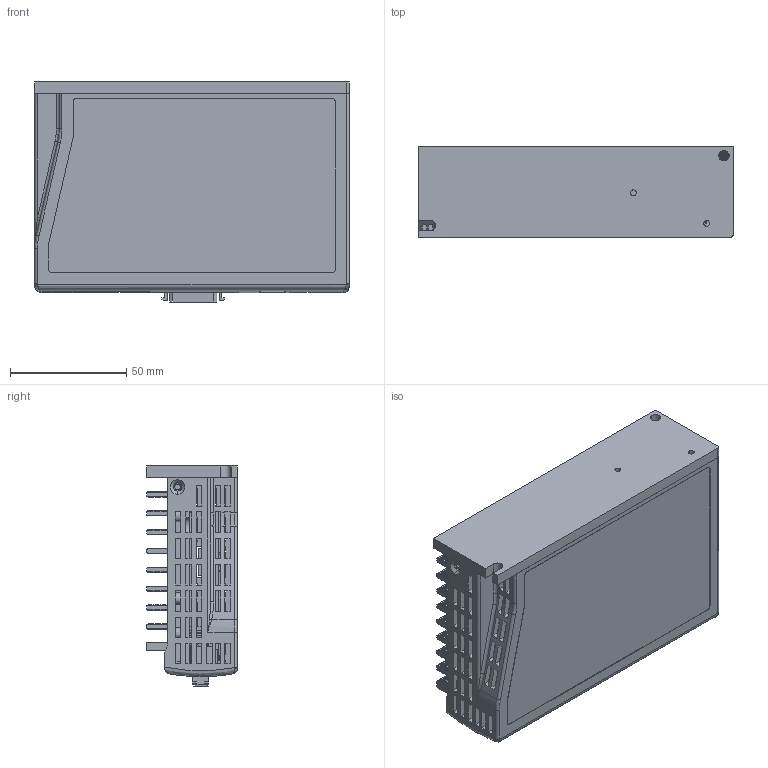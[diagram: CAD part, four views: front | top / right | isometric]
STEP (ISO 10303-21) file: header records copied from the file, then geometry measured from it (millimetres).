
FILE_DESCRIPTION (( 'STEP AP203' ), '1' );
FILE_NAME ('SS驱动器(带开关设定子板）.STEP', '2012-12-17T06:54:57', ( 'Sky123.Org' ), ( 'Sky123.Org' ), 'SwSTEP 2.0', 'SolidWorks 2011', '' );
FILE_SCHEMA (( 'CONFIG_CONTROL_DESIGN' ));
Length unit declared in the file: millimetre
Products named in the file (20): SS驱动器(带开关设定子板）; SS俋褲; SS PCB蚾饜极; IO Connector; SVAC6籵陓赽啣; ECE-EPM1041100Z; P60THR_Default; c-0794527-11-3-e-3d; SS PCB; 039300020; S16B-XADSS-N; 2041(10 PIN); S04B-ZESK-2D; c-1-794526-1-e-3d; 杅鎢奪PCB; 杅鎢奪; FYD-3022ABX; 039300040; SS菁釱
Assembly tree (22 placements, depth 4):
  SS驱动器(带开关设定子板）
    SS菁釱
    SS俋褲
    SS PCB蚾饜极
      SVAC6籵陓赽啣
        P60THR_Default  x3
        ECE-EPM1041100Z
        SVAC6籵陓赽啣
      SS PCB
      039300020
      S16B-XADSS-N
      2041(10 PIN)
      c-1-794526-1-e-3d
      S04B-ZESK-2D
      IO Connector
      c-0794527-11-3-e-3d
      杅鎢奪PCB
        FYD-3022ABX  x2
        杅鎢奪
      039300040
Bounding box: 135 x 39 x 94.43 mm (x, y, z)
Volume: 145174.5 mm3; surface area: 139695.8 mm2
Topology: 18 solids, 22 shells, 2561 faces, 6908 edges, 4566 vertices
Faces by surface type: plane 1893, cylinder 578, bspline 74, cone 16
Entity records: 80123 total; most frequent: CARTESIAN_POINT 16894, ORIENTED_EDGE 13018, DIRECTION 11927, EDGE_CURVE 6523, VECTOR 5191, LINE 5191, VERTEX_POINT 4312, AXIS2_PLACEMENT_3D 3368
